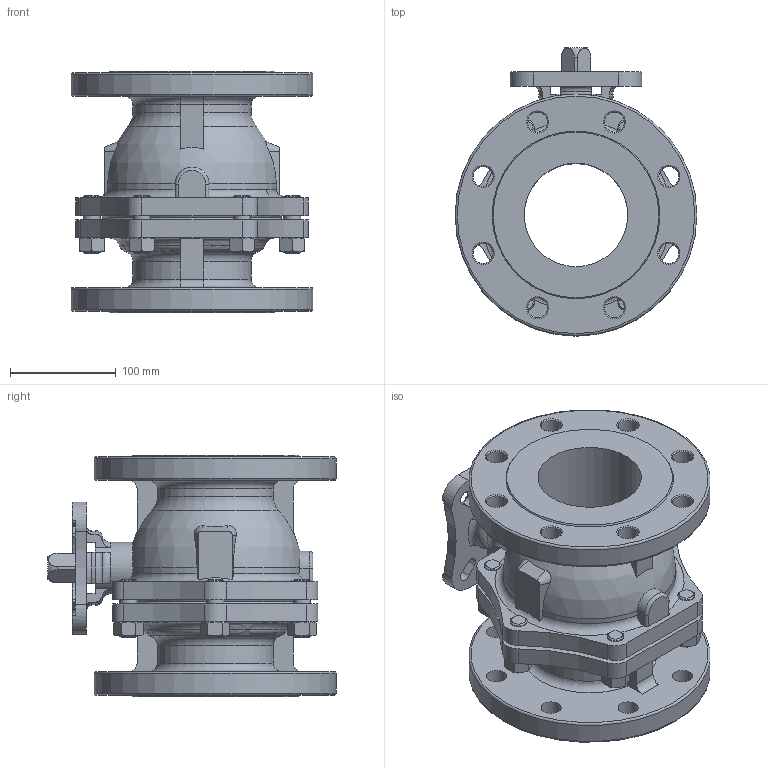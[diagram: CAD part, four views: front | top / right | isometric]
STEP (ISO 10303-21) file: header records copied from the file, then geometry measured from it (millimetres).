
FILE_DESCRIPTION(/* description */ ('STEP AP214'),/* implementation_level */ '2;1');
FILE_NAME(/* name */ '4810860_VZBF-4-P1-20-D-2-F1012-V15V15',/* time_stamp */ '2024-09-18T02:32:33+02:00',/* author */ ('License CC BY-ND 4.0'),/* organization */ ('CADENAS'),/* preprocessor_version */ 'ST-DEVELOPER v19.3',/* originating_system */ 'PARTsolutions',/* authorisation */ ' ');
FILE_SCHEMA (('AUTOMOTIVE_DESIGN {1 0 10303 214 3 1 1}'));
Length unit declared in the file: millimetre
Products named in the file (1): 4810860 VZBF-4-P1-20-D-2-F1012-V15V15
Bounding box: 229 x 273 x 229 mm (x, y, z)
Volume: 3669503.3 mm3; surface area: 437238 mm2
Topology: 1 solids, 1 shells, 392 faces, 1019 edges, 647 vertices
Faces by surface type: plane 132, cylinder 119, cone 108, torus 32, sphere 1
Full cylindrical faces by diameter (mm): 16 x18, 17.5 x6, 19 x16, 49 x1, 57 x1, 98 x1, 229 x2
Entity records: 11958 total; most frequent: CARTESIAN_POINT 2802, DIRECTION 1882, ORIENTED_EDGE 1820, EDGE_CURVE 910, AXIS2_PLACEMENT_3D 803, VERTEX_POINT 623, EDGE_LOOP 557, FACE_BOUND 557
